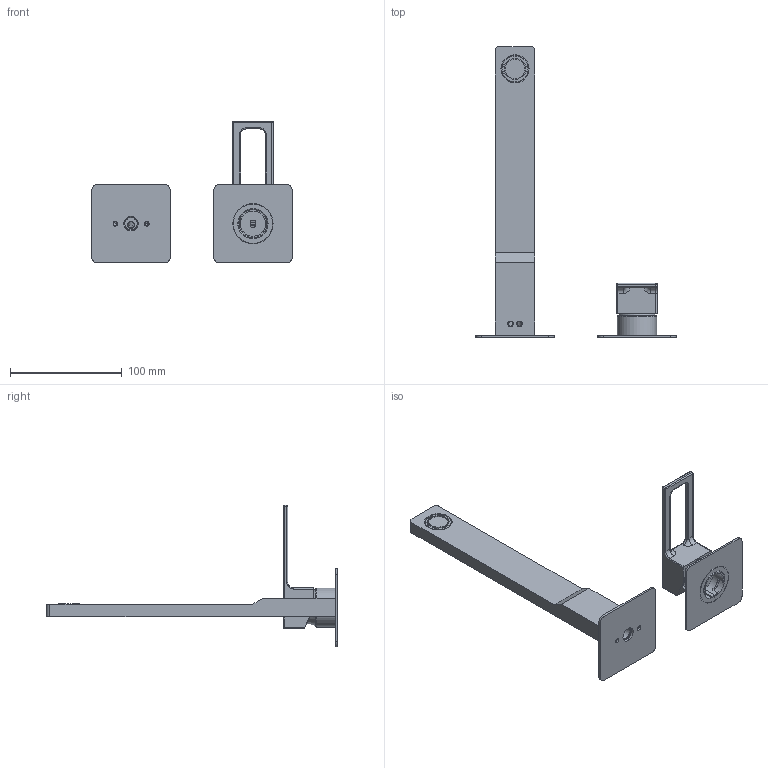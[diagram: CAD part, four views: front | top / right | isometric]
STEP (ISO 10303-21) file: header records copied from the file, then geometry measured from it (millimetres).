
FILE_DESCRIPTION((''),'2;1');
FILE_NAME('EF106CR70','2021-01-14T08:54:13',('ut3'),('PAFFONI SpA'),'CREO PARAMETRIC BY PTC INC, 2020044','CREO PARAMETRIC BY PTC INC, 2020044','');
FILE_SCHEMA(('CONFIG_CONTROL_DESIGN','SHAPE_APPEARANCE_LAYERS_GROUPS'));
Length unit declared in the file: millimetre
Products named in the file (1): EF106CR70
Bounding box: 179 x 260 x 126.72 mm (x, y, z)
Volume: 151465.1 mm3; surface area: 73609.2 mm2
Topology: 5 solids, 5 shells, 584 faces, 1405 edges, 807 vertices
Faces by surface type: cylinder 244, plane 158, sphere 64, torus 54, cone 40, bspline 24
Entity records: 23240 total; most frequent: CARTESIAN_POINT 5842, DIRECTION 2891, ORIENTED_EDGE 2686, EDGE_CURVE 1343, AXIS2_PLACEMENT_3D 1174, VERTEX_POINT 807, EDGE_LOOP 638, CIRCLE 614
